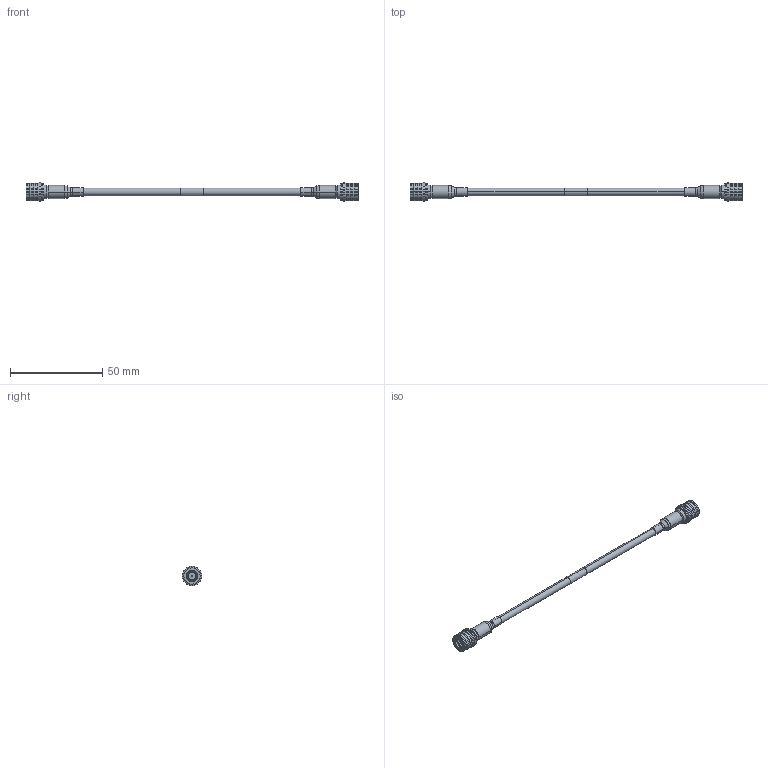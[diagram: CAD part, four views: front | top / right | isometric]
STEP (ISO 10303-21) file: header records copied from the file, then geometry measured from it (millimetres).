
FILE_DESCRIPTION (( 'STEP AP214' ), '1' );
FILE_NAME ('PE3C7973_3D.STEP', '2021-04-13T19:38:00', ( '' ), ( '' ), 'SwSTEP 2.0', 'SolidWorks 2020', '' );
FILE_SCHEMA (( 'AUTOMOTIVE_DESIGN' ));
Length unit declared in the file: inch
Products named in the file (4): TFT-402-MA1; PE3C7973_3D; TC-402-QM-LP-PE; TFT-402_WITH LABEL
Assembly tree (5 placements, depth 2):
  PE3C7973_3D
    TFT-402_WITH LABEL
    TFT-402-MA1  x2
    TC-402-QM-LP-PE  x2
Bounding box: 180.37 x 10.48 x 10.48 mm (x, y, z)
Volume: 3496.2 mm3; surface area: 5099.2 mm2
Topology: 5 solids, 7 shells, 494 faces, 1300 edges, 828 vertices
Faces by surface type: cylinder 170, plane 156, cone 96, torus 72
Entity records: 8360 total; most frequent: CARTESIAN_POINT 1813, DIRECTION 1384, ORIENTED_EDGE 1318, EDGE_CURVE 659, AXIS2_PLACEMENT_3D 563, VERTEX_POINT 420, CIRCLE 303, EDGE_LOOP 277
